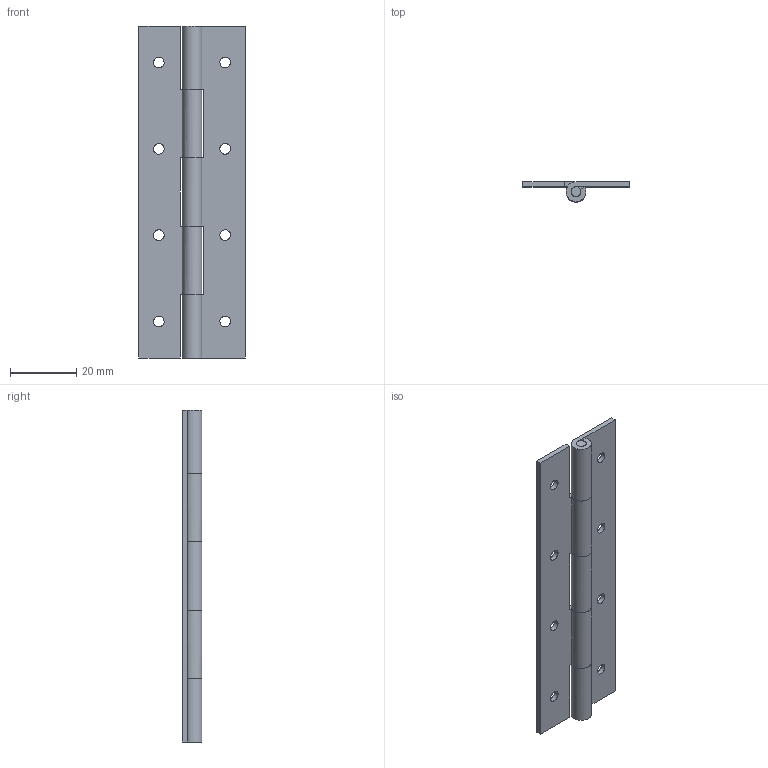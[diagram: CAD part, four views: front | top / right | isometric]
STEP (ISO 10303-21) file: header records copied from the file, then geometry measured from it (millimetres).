
FILE_DESCRIPTION((''),'2;1');
FILE_NAME('','2005-04-20T10:15:56',(''),(''),'','CADfix','');
FILE_SCHEMA(('AUTOMOTIVE_DESIGN'));
Length unit declared in the file: millimetre
Products named in the file (4): hinge piece_B; hinge piece_A; shaft; TH_78SUS_10_17085_36
Assembly tree (3 placements, depth 2):
  TH_78SUS_10_17085_36
    hinge piece_B
    hinge piece_A
    shaft
Bounding box: 32 x 6 x 100 mm (x, y, z)
Volume: 6647.7 mm3; surface area: 9901.5 mm2
Topology: 3 solids, 3 shells, 58 faces, 192 edges, 140 vertices
Faces by surface type: bspline 58
Entity records: 2417 total; most frequent: CARTESIAN_POINT 1258, ORIENTED_EDGE 384, EDGE_CURVE 192, VERTEX_POINT 140, QUASI_UNIFORM_CURVE 100, EDGE_LOOP 74, FACE_OUTER_BOUND 58, ADVANCED_FACE 58
